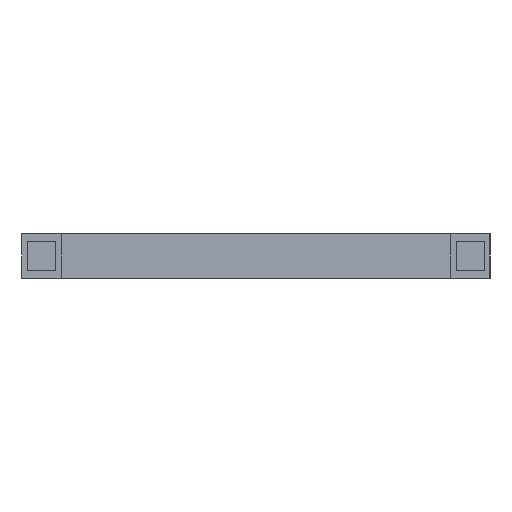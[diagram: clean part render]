
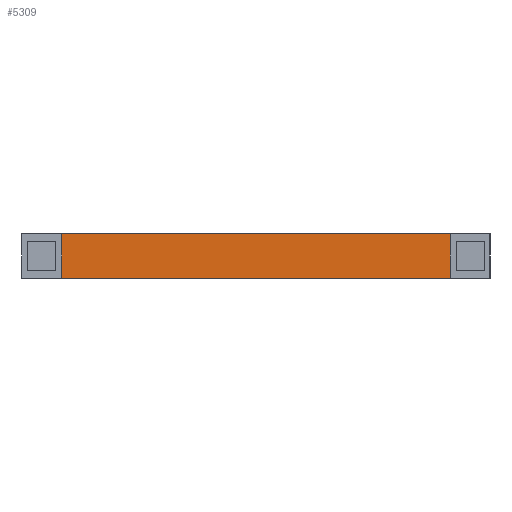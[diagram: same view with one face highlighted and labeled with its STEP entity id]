
A CAD part, left-side view. The second image highlights one B-rep face of the part: STEP entity #5309.
In plain terms, the highlighted planar face has unit normal (-1, 0, 0).
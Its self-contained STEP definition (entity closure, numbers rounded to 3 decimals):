
#150=PLANE('',#5625);
#420=FACE_OUTER_BOUND('',#719,.T.);
#719=EDGE_LOOP('',(#4016,#4017,#4018,#4019));
#1055=LINE('',#7310,#1786);
#1143=LINE('',#7518,#1874);
#1153=LINE('',#7535,#1884);
#1154=LINE('',#7536,#1885);
#1786=VECTOR('',#5955,10.);
#1874=VECTOR('',#6145,10.);
#1884=VECTOR('',#6161,10.);
#1885=VECTOR('',#6162,10.);
#2535=VERTEX_POINT('',#7307);
#2536=VERTEX_POINT('',#7309);
#2604=VERTEX_POINT('',#7515);
#2605=VERTEX_POINT('',#7517);
#3049=EDGE_CURVE('',#2535,#2536,#1055,.T.);
#3151=EDGE_CURVE('',#2605,#2604,#1143,.T.);
#3161=EDGE_CURVE('',#2604,#2536,#1153,.T.);
#3162=EDGE_CURVE('',#2535,#2605,#1154,.T.);
#4016=ORIENTED_EDGE('',*,*,#3151,.T.);
#4017=ORIENTED_EDGE('',*,*,#3161,.T.);
#4018=ORIENTED_EDGE('',*,*,#3049,.F.);
#4019=ORIENTED_EDGE('',*,*,#3162,.T.);
#5309=ADVANCED_FACE('',(#420),#150,.T.);
#5625=AXIS2_PLACEMENT_3D('',#7534,#6159,#6160);
#5955=DIRECTION('',(0.,1.,0.));
#6145=DIRECTION('',(0.,1.,0.));
#6159=DIRECTION('center_axis',(-1.,0.,0.));
#6160=DIRECTION('ref_axis',(0.,-1.,0.));
#6161=DIRECTION('',(0.,0.,-1.));
#6162=DIRECTION('',(0.,0.,1.));
#7307=CARTESIAN_POINT('',(0.,-97.,-1.39));
#7309=CARTESIAN_POINT('',(0.,-9.,-1.39));
#7310=CARTESIAN_POINT('',(0.,-97.,-1.39));
#7515=CARTESIAN_POINT('',(0.,-9.,8.651));
#7517=CARTESIAN_POINT('',(0.,-97.,8.651));
#7518=CARTESIAN_POINT('',(0.,-54.258,8.651));
#7534=CARTESIAN_POINT('Origin',(0.,-59.5,0.));
#7535=CARTESIAN_POINT('',(0.,-9.,6.826));
#7536=CARTESIAN_POINT('',(0.,-97.,0.));
